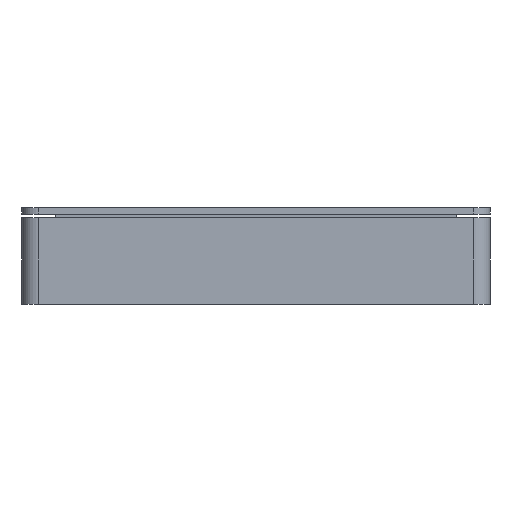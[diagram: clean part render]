
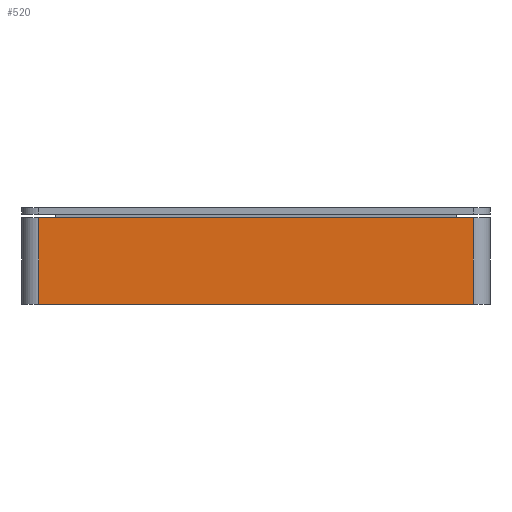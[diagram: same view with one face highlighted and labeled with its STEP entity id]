
A CAD part, front view. The second image highlights one B-rep face of the part: STEP entity #520.
In plain terms, the highlighted planar face has unit normal (0, -1, 0).
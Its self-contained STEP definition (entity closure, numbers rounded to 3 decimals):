
#18 = DIRECTION ( 'NONE',  ( 1., 0., 0. ) ) ;
#267 = VECTOR ( 'NONE', #3935, 1000. ) ;
#485 = LINE ( 'NONE', #1959, #2388 ) ;
#520 = ADVANCED_FACE ( 'NONE', ( #4097 ), #4489, .F. ) ;
#721 = EDGE_CURVE ( 'NONE', #3118, #3178, #485, .T. ) ;
#1417 = DIRECTION ( 'NONE',  ( 0., 1., 0. ) ) ;
#1509 = DIRECTION ( 'NONE',  ( 0., 0., 1. ) ) ;
#1556 = VERTEX_POINT ( 'NONE', #4705 ) ;
#1824 = CARTESIAN_POINT ( 'NONE',  ( -70., -95., 29. ) ) ;
#1827 = ORIENTED_EDGE ( 'NONE', *, *, #4088, .T. ) ;
#1958 = LINE ( 'NONE', #4136, #4198 ) ;
#1959 = CARTESIAN_POINT ( 'NONE',  ( -65., -95., 29. ) ) ;
#2135 = AXIS2_PLACEMENT_3D ( 'NONE', #1824, #1417, #2215 ) ;
#2215 = DIRECTION ( 'NONE',  ( 0., 0., 1. ) ) ;
#2292 = EDGE_CURVE ( 'NONE', #2343, #1556, #1958, .T. ) ;
#2305 = CARTESIAN_POINT ( 'NONE',  ( -70., -95., 0. ) ) ;
#2343 = VERTEX_POINT ( 'NONE', #2740 ) ;
#2388 = VECTOR ( 'NONE', #3454, 1000. ) ;
#2534 = LINE ( 'NONE', #2305, #4016 ) ;
#2693 = ORIENTED_EDGE ( 'NONE', *, *, #721, .T. ) ;
#2740 = CARTESIAN_POINT ( 'NONE',  ( 65., -95., 0. ) ) ;
#2827 = EDGE_CURVE ( 'NONE', #3178, #2343, #2534, .T. ) ;
#2923 = LINE ( 'NONE', #3540, #267 ) ;
#3107 = EDGE_LOOP ( 'NONE', ( #3439, #1827, #2693, #3775 ) ) ;
#3118 = VERTEX_POINT ( 'NONE', #4790 ) ;
#3178 = VERTEX_POINT ( 'NONE', #3649 ) ;
#3439 = ORIENTED_EDGE ( 'NONE', *, *, #2292, .T. ) ;
#3454 = DIRECTION ( 'NONE',  ( 0., 0., -1. ) ) ;
#3540 = CARTESIAN_POINT ( 'NONE',  ( -70., -95., 26. ) ) ;
#3649 = CARTESIAN_POINT ( 'NONE',  ( -65., -95., 0. ) ) ;
#3775 = ORIENTED_EDGE ( 'NONE', *, *, #2827, .T. ) ;
#3935 = DIRECTION ( 'NONE',  ( -1., 0., 0. ) ) ;
#4016 = VECTOR ( 'NONE', #18, 1000. ) ;
#4088 = EDGE_CURVE ( 'NONE', #1556, #3118, #2923, .T. ) ;
#4097 = FACE_OUTER_BOUND ( 'NONE', #3107, .T. ) ;
#4136 = CARTESIAN_POINT ( 'NONE',  ( 65., -95., 29. ) ) ;
#4198 = VECTOR ( 'NONE', #1509, 1000. ) ;
#4489 = PLANE ( 'NONE',  #2135 ) ;
#4705 = CARTESIAN_POINT ( 'NONE',  ( 65., -95., 26. ) ) ;
#4790 = CARTESIAN_POINT ( 'NONE',  ( -65., -95., 26. ) ) ;
